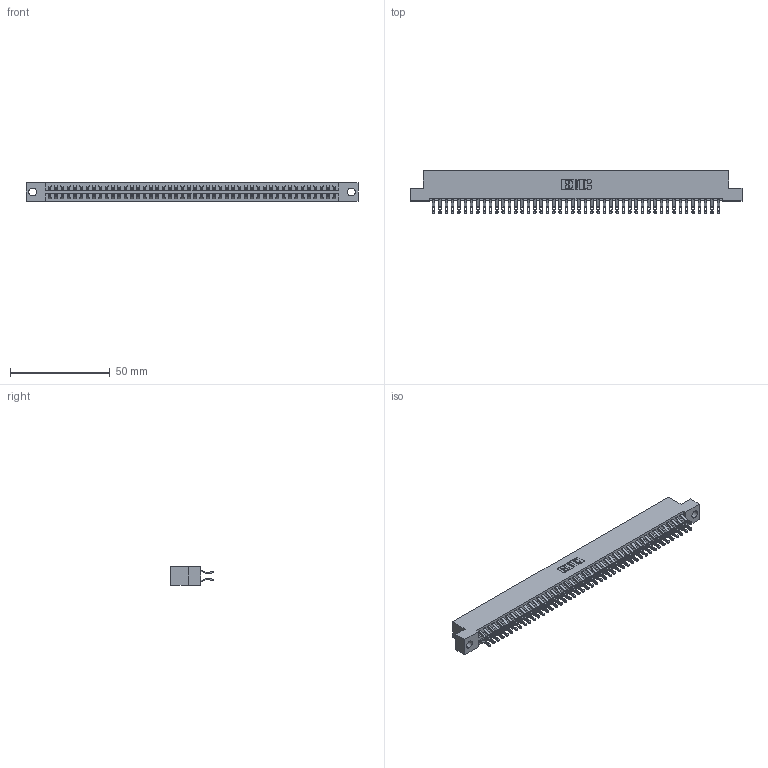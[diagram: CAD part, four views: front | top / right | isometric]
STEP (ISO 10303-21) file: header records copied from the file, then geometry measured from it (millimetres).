
FILE_DESCRIPTION (( 'STEP AP203' ), '1' );
FILE_NAME ('346-092-555-204.STEP', '2022-05-26T07:40:16', ( '' ), ( '' ), 'SwSTEP 2.0', 'SolidWorks 2020', '' );
FILE_SCHEMA (( 'CONFIG_CONTROL_DESIGN' ));
Length unit declared in the file: inch
Products named in the file (3): 346 Part_Flush Mounting Lugs - 0.156 Dia-TH; 345-292-001_555 Tail; 346-092-555-204
Assembly tree (93 placements, depth 2):
  346-092-555-204
    346 Part_Flush Mounting Lugs - 0.156 Dia-TH
    345-292-001_555 Tail  x92
Bounding box: 166.62 x 21.46 x 9.4 mm (x, y, z)
Volume: 16439.9 mm3; surface area: 23459.7 mm2
Topology: 93 solids, 93 shells, 5472 faces, 17201 edges, 11466 vertices
Faces by surface type: plane 3126, cylinder 2346
Entity records: 30227 total; most frequent: CARTESIAN_POINT 5016, ORIENTED_EDGE 4918, DIRECTION 4439, EDGE_CURVE 2459, LINE 2123, VECTOR 2123, VERTEX_POINT 1638, AXIS2_PLACEMENT_3D 1158
